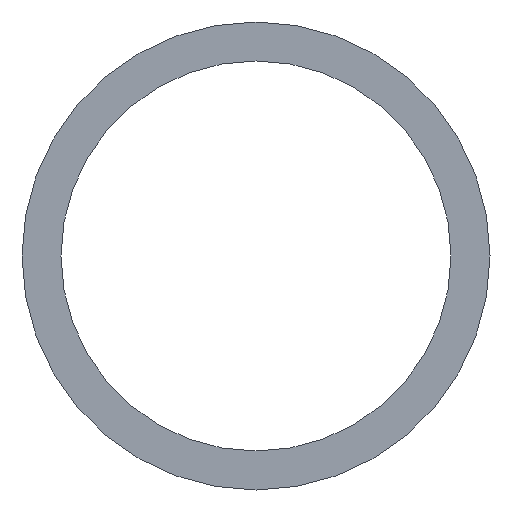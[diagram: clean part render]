
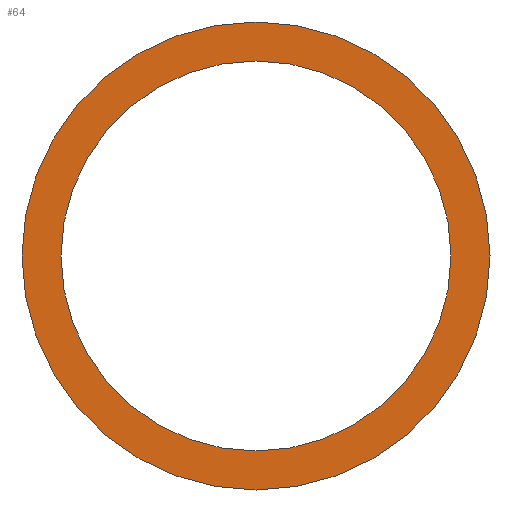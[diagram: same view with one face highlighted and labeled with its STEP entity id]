
A CAD part, front view. The second image highlights one B-rep face of the part: STEP entity #64.
In plain terms, the highlighted planar face has unit normal (0, -1, 0).
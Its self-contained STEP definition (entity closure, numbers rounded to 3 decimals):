
#7 = VERTEX_POINT ( 'NONE', #227 ) ;
#19 = CARTESIAN_POINT ( 'NONE',  ( 0., 0., -5. ) ) ;
#23 = DIRECTION ( 'NONE',  ( 0., 0., 1. ) ) ;
#27 = AXIS2_PLACEMENT_3D ( 'NONE', #248, #155, #231 ) ;
#29 = VERTEX_POINT ( 'NONE', #19 ) ;
#37 = DIRECTION ( 'NONE',  ( 0., 1., 0. ) ) ;
#40 = CARTESIAN_POINT ( 'NONE',  ( 0., 0., 0. ) ) ;
#42 = CARTESIAN_POINT ( 'NONE',  ( 0., 0., 5. ) ) ;
#51 = AXIS2_PLACEMENT_3D ( 'NONE', #89, #233, #157 ) ;
#53 = CIRCLE ( 'NONE', #94, 5. ) ;
#55 = FACE_OUTER_BOUND ( 'NONE', #71, .T. ) ;
#60 = EDGE_LOOP ( 'NONE', ( #194, #169 ) ) ;
#64 = ADVANCED_FACE ( 'NONE', ( #55, #217 ), #209, .F. ) ;
#71 = EDGE_LOOP ( 'NONE', ( #115, #147 ) ) ;
#73 = EDGE_CURVE ( 'NONE', #7, #204, #198, .T. ) ;
#77 = EDGE_CURVE ( 'NONE', #29, #161, #53, .T. ) ;
#85 = DIRECTION ( 'NONE',  ( 0., 0., 1. ) ) ;
#89 = CARTESIAN_POINT ( 'NONE',  ( 0., 0., 0. ) ) ;
#94 = AXIS2_PLACEMENT_3D ( 'NONE', #179, #125, #85 ) ;
#97 = CARTESIAN_POINT ( 'NONE',  ( 0., 0., 0. ) ) ;
#104 = EDGE_CURVE ( 'NONE', #204, #7, #113, .T. ) ;
#113 = CIRCLE ( 'NONE', #51, 6. ) ;
#115 = ORIENTED_EDGE ( 'NONE', *, *, #104, .F. ) ;
#125 = DIRECTION ( 'NONE',  ( 0., 1., 0. ) ) ;
#129 = CIRCLE ( 'NONE', #230, 5. ) ;
#140 = DIRECTION ( 'NONE',  ( 0., 1., 0. ) ) ;
#147 = ORIENTED_EDGE ( 'NONE', *, *, #73, .F. ) ;
#155 = DIRECTION ( 'NONE',  ( 0., 1., 0. ) ) ;
#157 = DIRECTION ( 'NONE',  ( 0., 0., 1. ) ) ;
#161 = VERTEX_POINT ( 'NONE', #42 ) ;
#169 = ORIENTED_EDGE ( 'NONE', *, *, #238, .T. ) ;
#179 = CARTESIAN_POINT ( 'NONE',  ( 0., 0., 0. ) ) ;
#194 = ORIENTED_EDGE ( 'NONE', *, *, #77, .T. ) ;
#198 = CIRCLE ( 'NONE', #27, 6. ) ;
#204 = VERTEX_POINT ( 'NONE', #215 ) ;
#208 = AXIS2_PLACEMENT_3D ( 'NONE', #97, #37, #247 ) ;
#209 = PLANE ( 'NONE',  #208 ) ;
#215 = CARTESIAN_POINT ( 'NONE',  ( 0., 0., -6. ) ) ;
#217 = FACE_BOUND ( 'NONE', #60, .T. ) ;
#227 = CARTESIAN_POINT ( 'NONE',  ( 0., 0., 6. ) ) ;
#230 = AXIS2_PLACEMENT_3D ( 'NONE', #40, #140, #23 ) ;
#231 = DIRECTION ( 'NONE',  ( 0., 0., 1. ) ) ;
#233 = DIRECTION ( 'NONE',  ( 0., 1., 0. ) ) ;
#238 = EDGE_CURVE ( 'NONE', #161, #29, #129, .T. ) ;
#247 = DIRECTION ( 'NONE',  ( 0., 0., 1. ) ) ;
#248 = CARTESIAN_POINT ( 'NONE',  ( 0., 0., 0. ) ) ;
